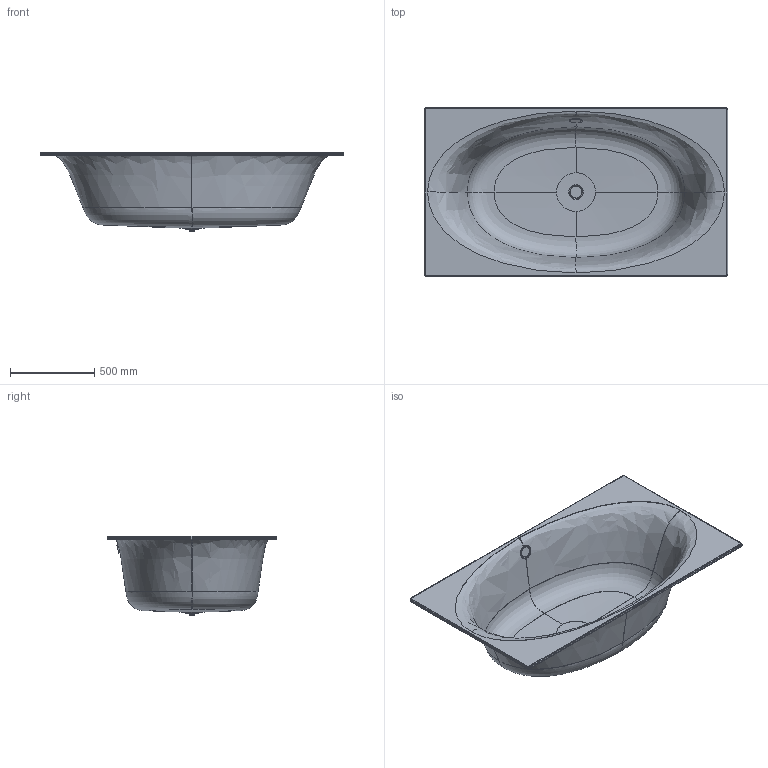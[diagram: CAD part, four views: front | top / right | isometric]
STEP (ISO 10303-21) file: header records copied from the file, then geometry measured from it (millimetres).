
FILE_DESCRIPTION((' '),'2;1');
FILE_NAME( '19396c2a4326a9c3.stp', '2024-12-05T13:19:19', (' '), ('--- Datakit www.datakit.com---'), ' Datakit CrossCadWare V2022.3 Jun 15 2022', 'DATAKIT 2024 (c)', ' ');
FILE_SCHEMA(('CONFIG_CONTROL_DESIGN'));
Length unit declared in the file: millimetre
Products named in the file (1): 19396c11e3b957c3
Bounding box: 1799 x 999 x 472.21 mm (x, y, z)
Volume: 7545157.1 mm3; surface area: 6011136.2 mm2
Topology: 3 solids, 3 shells, 128 faces, 284 edges, 173 vertices
Faces by surface type: cylinder 35, torus 33, plane 31, offset 12, bspline 12, cone 4, revolution 1
Full cylindrical faces by diameter (mm): 29 x1, 30.2 x1, 32 x1, 34.5 x2, 45 x1, 48.8 x1, 52 x2, 61.06 x1, 66 x1
Entity records: 42391 total; most frequent: CARTESIAN_POINT 39803, DIRECTION 497, ORIENTED_EDGE 496, EDGE_CURVE 248, AXIS2_PLACEMENT_3D 214, EDGE_LOOP 176, VERTEX_POINT 170, FACE_OUTER_BOUND 128
